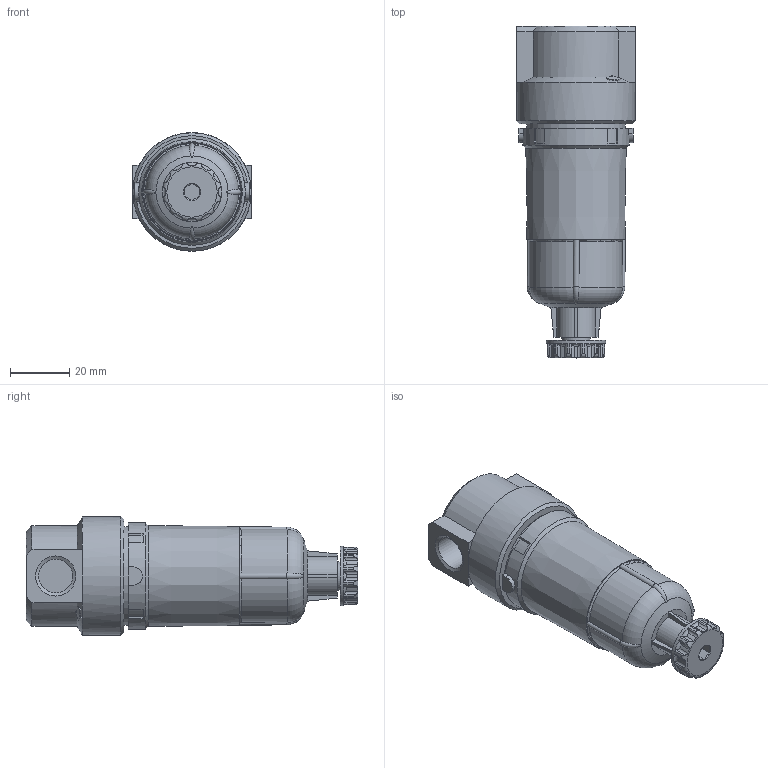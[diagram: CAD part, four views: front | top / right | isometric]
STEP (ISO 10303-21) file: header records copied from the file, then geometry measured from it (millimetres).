
FILE_DESCRIPTION( ( 'STEP AP203' ), '1' );
FILE_NAME( '9_1101_00_050_0V_2_03.stp', ' ', ( ' ' ), ( ' ' ), 'PSStep 15.0.47', 'PARTsolutions', ' ' );
FILE_SCHEMA( ( 'CONFIG_CONTROL_DESIGN' ) );
Length unit declared in the file: millimetre
Products named in the file (3): 9.1101.00.050.0V; _640.107 K-HA_G; _640.107 K-HA(0)_F
Assembly tree (2 placements, depth 2):
  9.1101.00.050.0V
    _640.107 K-HA_G
    _640.107 K-HA(0)_F
Bounding box: 40 x 112 x 40 mm (x, y, z)
Volume: 90780.3 mm3; surface area: 16904.6 mm2
Topology: 2 solids, 3 shells, 211 faces, 561 edges, 363 vertices
Faces by surface type: cylinder 88, plane 77, torus 24, cone 21, sphere 1
Full cylindrical faces by diameter (mm): 4 x1, 9.728 x1, 11.445 x2, 20 x1, 33.3 x1, 36 x1, 40 x1
Entity records: 7405 total; most frequent: CARTESIAN_POINT 2374, ORIENTED_EDGE 1076, DIRECTION 946, EDGE_CURVE 538, AXIS2_PLACEMENT_3D 366, VERTEX_POINT 355, EDGE_LOOP 233, FACE_OUTER_BOUND 221
